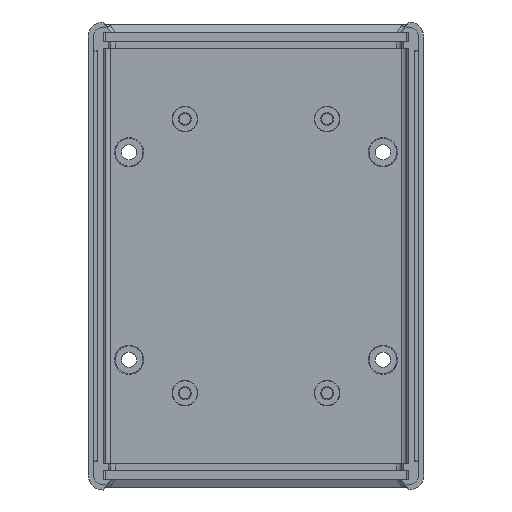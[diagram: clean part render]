
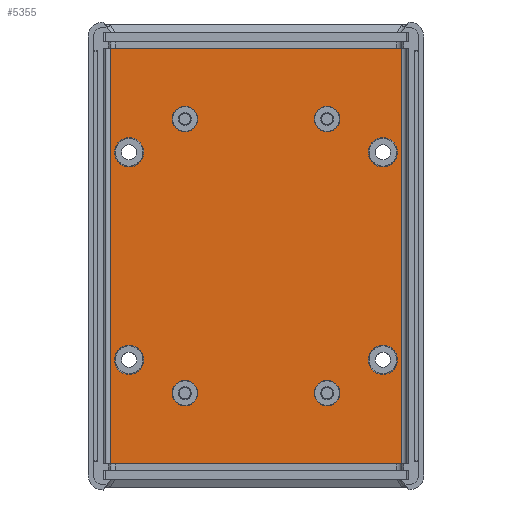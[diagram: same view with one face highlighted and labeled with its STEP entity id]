
A CAD part, top view. The second image highlights one B-rep face of the part: STEP entity #5355.
In plain terms, the highlighted planar face has unit normal (0, 0, 1).
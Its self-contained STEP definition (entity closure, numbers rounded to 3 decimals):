
#2164=CARTESIAN_POINT('',(20.619,-4.172,2.5));
#2165=VERTEX_POINT('',#2164);
#2166=CARTESIAN_POINT('',(18.119,-4.172,2.5));
#2167=DIRECTION('',(0.0,0.0,-1.0));
#2168=DIRECTION('',(-1.0,0.0,0.0));
#2169=AXIS2_PLACEMENT_3D('',#2166,#2167,#2168);
#2170=CIRCLE('',#2169,2.5);
#2171=EDGE_CURVE('',#2165,#2165,#2170,.T.);
#2204=CARTESIAN_POINT('',(-7.381,49.828,2.5));
#2205=VERTEX_POINT('',#2204);
#2206=CARTESIAN_POINT('',(-9.881,49.828,2.5));
#2207=DIRECTION('',(0.0,0.0,-1.0));
#2208=DIRECTION('',(-1.0,0.0,0.0));
#2209=AXIS2_PLACEMENT_3D('',#2206,#2207,#2208);
#2210=CIRCLE('',#2209,2.5);
#2211=EDGE_CURVE('',#2205,#2205,#2210,.T.);
#2244=CARTESIAN_POINT('',(20.619,49.828,2.5));
#2245=VERTEX_POINT('',#2244);
#2246=CARTESIAN_POINT('',(18.119,49.828,2.5));
#2247=DIRECTION('',(0.0,0.0,-1.0));
#2248=DIRECTION('',(-1.0,0.0,0.0));
#2249=AXIS2_PLACEMENT_3D('',#2246,#2247,#2248);
#2250=CIRCLE('',#2249,2.5);
#2251=EDGE_CURVE('',#2245,#2245,#2250,.T.);
#2284=CARTESIAN_POINT('',(-7.381,-4.172,2.5));
#2285=VERTEX_POINT('',#2284);
#2286=CARTESIAN_POINT('',(-9.881,-4.172,2.5));
#2287=DIRECTION('',(0.0,0.0,-1.0));
#2288=DIRECTION('',(-1.0,0.0,0.0));
#2289=AXIS2_PLACEMENT_3D('',#2286,#2287,#2288);
#2290=CIRCLE('',#2289,2.5);
#2291=EDGE_CURVE('',#2285,#2285,#2290,.T.);
#4553=CARTESIAN_POINT('',(-18.006,2.392,2.5));
#4554=VERTEX_POINT('',#4553);
#4555=CARTESIAN_POINT('',(-20.881,2.392,2.5));
#4556=DIRECTION('',(0.0,0.0,-1.0));
#4557=DIRECTION('',(-1.0,0.0,0.0));
#4558=AXIS2_PLACEMENT_3D('',#4555,#4556,#4557);
#4559=CIRCLE('',#4558,2.875);
#4560=EDGE_CURVE('',#4554,#4554,#4559,.T.);
#4593=CARTESIAN_POINT('',(-18.006,43.264,2.5));
#4594=VERTEX_POINT('',#4593);
#4595=CARTESIAN_POINT('',(-20.881,43.264,2.5));
#4596=DIRECTION('',(0.0,0.0,-1.0));
#4597=DIRECTION('',(-1.0,0.0,0.0));
#4598=AXIS2_PLACEMENT_3D('',#4595,#4596,#4597);
#4599=CIRCLE('',#4598,2.875);
#4600=EDGE_CURVE('',#4594,#4594,#4599,.T.);
#4633=CARTESIAN_POINT('',(31.994,43.264,2.5));
#4634=VERTEX_POINT('',#4633);
#4635=CARTESIAN_POINT('',(29.119,43.264,2.5));
#4636=DIRECTION('',(0.0,0.0,-1.0));
#4637=DIRECTION('',(-1.0,0.0,0.0));
#4638=AXIS2_PLACEMENT_3D('',#4635,#4636,#4637);
#4639=CIRCLE('',#4638,2.875);
#4640=EDGE_CURVE('',#4634,#4634,#4639,.T.);
#4673=CARTESIAN_POINT('',(31.994,2.392,2.5));
#4674=VERTEX_POINT('',#4673);
#4675=CARTESIAN_POINT('',(29.119,2.392,2.5));
#4676=DIRECTION('',(0.0,0.0,-1.0));
#4677=DIRECTION('',(-1.0,0.0,0.0));
#4678=AXIS2_PLACEMENT_3D('',#4675,#4676,#4677);
#4679=CIRCLE('',#4678,2.875);
#4680=EDGE_CURVE('',#4674,#4674,#4679,.T.);
#5212=CARTESIAN_POINT('',(32.77,63.764,2.5));
#5213=VERTEX_POINT('',#5212);
#5223=CARTESIAN_POINT('',(32.77,-18.108,2.5));
#5224=VERTEX_POINT('',#5223);
#5225=CARTESIAN_POINT('',(32.77,63.764,2.5));
#5226=DIRECTION('',(0.0,-1.0,0.0));
#5227=VECTOR('',#5226,81.872);
#5228=LINE('',#5225,#5227);
#5229=EDGE_CURVE('',#5213,#5224,#5228,.T.);
#5255=CARTESIAN_POINT('',(-24.533,-18.108,2.5));
#5256=VERTEX_POINT('',#5255);
#5257=CARTESIAN_POINT('',(-24.533,-18.108,2.5));
#5258=DIRECTION('',(1.0,0.0,0.0));
#5259=VECTOR('',#5258,57.304);
#5260=LINE('',#5257,#5259);
#5261=EDGE_CURVE('',#5256,#5224,#5260,.T.);
#5308=CARTESIAN_POINT('',(4.119,22.828,2.5));
#5309=DIRECTION('',(0.0,0.0,1.0));
#5310=DIRECTION('',(1.0,0.0,0.0));
#5311=AXIS2_PLACEMENT_3D('',#5308,#5309,#5310);
#5312=PLANE('',#5311);
#5313=ORIENTED_EDGE('',*,*,#5229,.F.);
#5314=CARTESIAN_POINT('',(-24.533,63.764,2.5));
#5315=VERTEX_POINT('',#5314);
#5316=CARTESIAN_POINT('',(32.77,63.764,2.5));
#5317=DIRECTION('',(-1.0,0.0,0.0));
#5318=VECTOR('',#5317,57.304);
#5319=LINE('',#5316,#5318);
#5320=EDGE_CURVE('',#5213,#5315,#5319,.T.);
#5321=ORIENTED_EDGE('',*,*,#5320,.T.);
#5322=CARTESIAN_POINT('',(-24.533,-18.108,2.5));
#5323=DIRECTION('',(0.0,1.0,0.0));
#5324=VECTOR('',#5323,81.872);
#5325=LINE('',#5322,#5324);
#5326=EDGE_CURVE('',#5256,#5315,#5325,.T.);
#5327=ORIENTED_EDGE('',*,*,#5326,.F.);
#5328=ORIENTED_EDGE('',*,*,#5261,.T.);
#5329=EDGE_LOOP('',(#5313,#5321,#5327,#5328));
#5330=FACE_OUTER_BOUND('',#5329,.T.);
#5331=ORIENTED_EDGE('',*,*,#2171,.T.);
#5332=EDGE_LOOP('',(#5331));
#5333=FACE_BOUND('',#5332,.T.);
#5334=ORIENTED_EDGE('',*,*,#2211,.T.);
#5335=EDGE_LOOP('',(#5334));
#5336=FACE_BOUND('',#5335,.T.);
#5337=ORIENTED_EDGE('',*,*,#2251,.T.);
#5338=EDGE_LOOP('',(#5337));
#5339=FACE_BOUND('',#5338,.T.);
#5340=ORIENTED_EDGE('',*,*,#2291,.T.);
#5341=EDGE_LOOP('',(#5340));
#5342=FACE_BOUND('',#5341,.T.);
#5343=ORIENTED_EDGE('',*,*,#4560,.T.);
#5344=EDGE_LOOP('',(#5343));
#5345=FACE_BOUND('',#5344,.T.);
#5346=ORIENTED_EDGE('',*,*,#4600,.T.);
#5347=EDGE_LOOP('',(#5346));
#5348=FACE_BOUND('',#5347,.T.);
#5349=ORIENTED_EDGE('',*,*,#4640,.T.);
#5350=EDGE_LOOP('',(#5349));
#5351=FACE_BOUND('',#5350,.T.);
#5352=ORIENTED_EDGE('',*,*,#4680,.T.);
#5353=EDGE_LOOP('',(#5352));
#5354=FACE_BOUND('',#5353,.T.);
#5355=ADVANCED_FACE('',(#5330,#5333,#5336,#5339,#5342,#5345,#5348,#5351,#5354),#5312,.T.);
